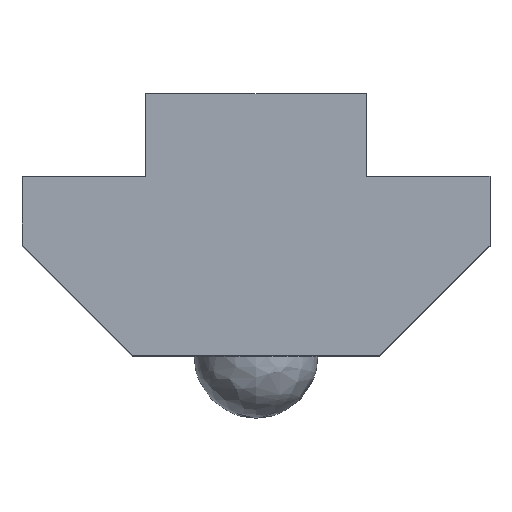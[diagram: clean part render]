
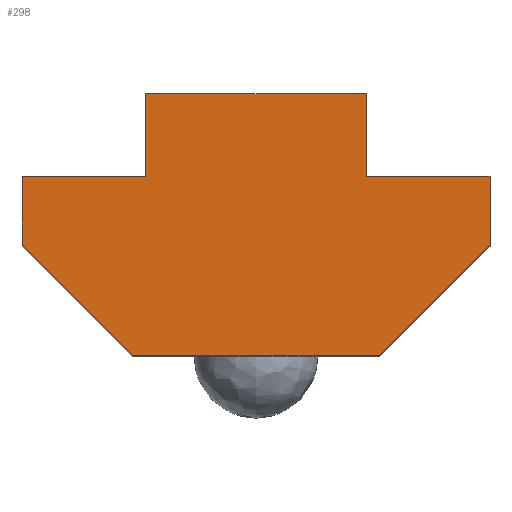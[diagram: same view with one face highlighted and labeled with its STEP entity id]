
A CAD part, top view. The second image highlights one B-rep face of the part: STEP entity #298.
In plain terms, the highlighted planar face has unit normal (0, 0, 1).
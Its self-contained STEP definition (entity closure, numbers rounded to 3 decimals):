
#30=PLANE('',#340);
#44=LINE('',#490,#76);
#46=LINE('',#494,#78);
#48=LINE('',#498,#80);
#50=LINE('',#502,#82);
#52=LINE('',#506,#84);
#54=LINE('',#510,#86);
#56=LINE('',#514,#88);
#58=LINE('',#518,#90);
#60=LINE('',#522,#92);
#62=LINE('',#525,#94);
#76=VECTOR('',#380,10.);
#78=VECTOR('',#384,10.);
#80=VECTOR('',#388,10.);
#82=VECTOR('',#392,10.);
#84=VECTOR('',#396,10.);
#86=VECTOR('',#400,10.);
#88=VECTOR('',#404,10.);
#90=VECTOR('',#408,10.);
#92=VECTOR('',#412,10.);
#94=VECTOR('',#416,10.);
#112=FACE_OUTER_BOUND('',#131,.T.);
#131=EDGE_LOOP('',(#272,#273,#274,#275,#276,#277,#278,#279,#280,#281));
#155=VERTEX_POINT('',#487);
#156=VERTEX_POINT('',#489);
#157=VERTEX_POINT('',#493);
#158=VERTEX_POINT('',#497);
#159=VERTEX_POINT('',#501);
#160=VERTEX_POINT('',#505);
#161=VERTEX_POINT('',#509);
#162=VERTEX_POINT('',#513);
#163=VERTEX_POINT('',#517);
#164=VERTEX_POINT('',#521);
#185=EDGE_CURVE('',#156,#155,#44,.T.);
#187=EDGE_CURVE('',#157,#156,#46,.T.);
#189=EDGE_CURVE('',#158,#157,#48,.T.);
#191=EDGE_CURVE('',#159,#158,#50,.T.);
#193=EDGE_CURVE('',#160,#159,#52,.T.);
#195=EDGE_CURVE('',#161,#160,#54,.T.);
#197=EDGE_CURVE('',#162,#161,#56,.T.);
#199=EDGE_CURVE('',#163,#162,#58,.T.);
#201=EDGE_CURVE('',#164,#163,#60,.T.);
#203=EDGE_CURVE('',#155,#164,#62,.T.);
#272=ORIENTED_EDGE('',*,*,#203,.T.);
#273=ORIENTED_EDGE('',*,*,#201,.T.);
#274=ORIENTED_EDGE('',*,*,#199,.T.);
#275=ORIENTED_EDGE('',*,*,#197,.T.);
#276=ORIENTED_EDGE('',*,*,#195,.T.);
#277=ORIENTED_EDGE('',*,*,#193,.T.);
#278=ORIENTED_EDGE('',*,*,#191,.T.);
#279=ORIENTED_EDGE('',*,*,#189,.T.);
#280=ORIENTED_EDGE('',*,*,#187,.T.);
#281=ORIENTED_EDGE('',*,*,#185,.T.);
#298=ADVANCED_FACE('',(#112),#30,.T.);
#340=AXIS2_PLACEMENT_3D('',#526,#417,#418);
#380=DIRECTION('',(0.707,-0.707,0.));
#384=DIRECTION('',(0.,-1.,0.));
#388=DIRECTION('',(-1.,0.,0.));
#392=DIRECTION('',(0.,-1.,0.));
#396=DIRECTION('',(-1.,0.,0.));
#400=DIRECTION('',(0.,1.,0.));
#404=DIRECTION('',(-1.,0.,0.));
#408=DIRECTION('',(0.,1.,0.));
#412=DIRECTION('',(0.707,0.707,0.));
#416=DIRECTION('',(1.,0.,0.));
#417=DIRECTION('center_axis',(0.,0.,1.));
#418=DIRECTION('ref_axis',(1.,0.,0.));
#487=CARTESIAN_POINT('',(-4.5,0.,11.));
#489=CARTESIAN_POINT('',(-8.5,4.,11.));
#490=CARTESIAN_POINT('',(-8.5,4.,11.));
#493=CARTESIAN_POINT('',(-8.5,6.5,11.));
#494=CARTESIAN_POINT('',(-8.5,6.5,11.));
#497=CARTESIAN_POINT('',(-4.,6.5,11.));
#498=CARTESIAN_POINT('',(-4.,6.5,11.));
#501=CARTESIAN_POINT('',(-4.,9.5,11.));
#502=CARTESIAN_POINT('',(-4.,9.5,11.));
#505=CARTESIAN_POINT('',(4.,9.5,11.));
#506=CARTESIAN_POINT('',(4.,9.5,11.));
#509=CARTESIAN_POINT('',(4.,6.5,11.));
#510=CARTESIAN_POINT('',(4.,6.5,11.));
#513=CARTESIAN_POINT('',(8.5,6.5,11.));
#514=CARTESIAN_POINT('',(8.5,6.5,11.));
#517=CARTESIAN_POINT('',(8.5,4.,11.));
#518=CARTESIAN_POINT('',(8.5,4.,11.));
#521=CARTESIAN_POINT('',(4.5,0.,11.));
#522=CARTESIAN_POINT('',(4.5,0.,11.));
#525=CARTESIAN_POINT('',(-4.5,0.,11.));
#526=CARTESIAN_POINT('Origin',(0.,4.75,11.));
